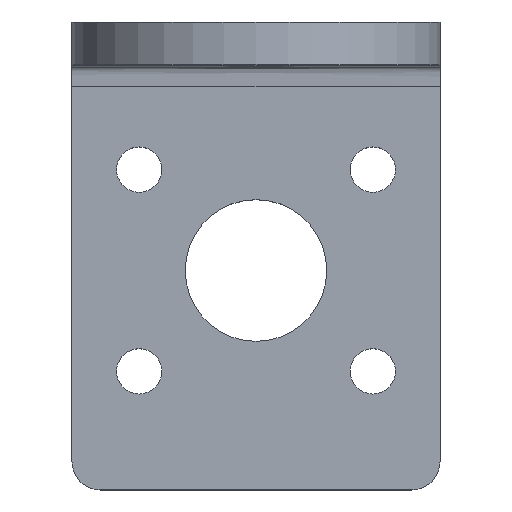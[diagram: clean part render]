
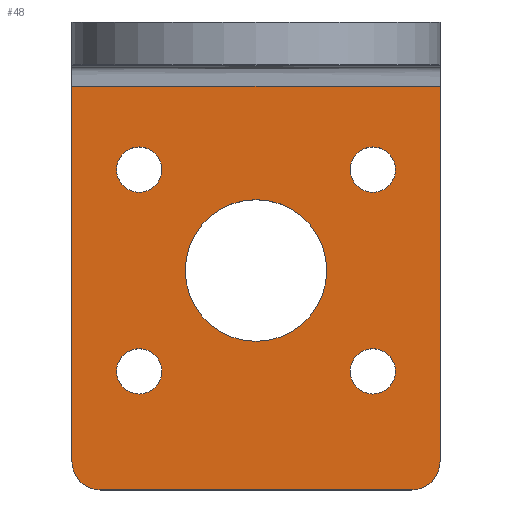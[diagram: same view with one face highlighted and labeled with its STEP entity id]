
A CAD part, top view. The second image highlights one B-rep face of the part: STEP entity #48.
In plain terms, the highlighted planar face has unit normal (0, 0, 1).
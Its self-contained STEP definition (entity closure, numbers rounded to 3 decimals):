
#48=ADVANCED_FACE('',(#228,#230,#232,#234,#236,#238),#240,.T.);
#228=FACE_BOUND('',#229,.T.);
#229=EDGE_LOOP('',(#552,#553,#554,#555,#556,#557));
#230=FACE_BOUND('',#231,.T.);
#231=EDGE_LOOP('',(#558));
#232=FACE_BOUND('',#233,.T.);
#233=EDGE_LOOP('',(#559));
#234=FACE_BOUND('',#235,.T.);
#235=EDGE_LOOP('',(#560));
#236=FACE_BOUND('',#237,.T.);
#237=EDGE_LOOP('',(#561));
#238=FACE_BOUND('',#239,.T.);
#239=EDGE_LOOP('',(#562));
#240=PLANE('',#241);
#241=AXIS2_PLACEMENT_3D('',#242,#243,#244);
#242=CARTESIAN_POINT('',(0.,0.,3.));
#243=DIRECTION('',(0.,0.,1.));
#244=DIRECTION('',(-1.,0.,0.));
#552=ORIENTED_EDGE('',*,*,#644,.F.);
#553=ORIENTED_EDGE('',*,*,#645,.T.);
#554=ORIENTED_EDGE('',*,*,#646,.F.);
#555=ORIENTED_EDGE('',*,*,#647,.T.);
#556=ORIENTED_EDGE('',*,*,#648,.F.);
#557=ORIENTED_EDGE('',*,*,#649,.T.);
#558=ORIENTED_EDGE('',*,*,#650,.T.);
#559=ORIENTED_EDGE('',*,*,#651,.T.);
#560=ORIENTED_EDGE('',*,*,#652,.T.);
#561=ORIENTED_EDGE('',*,*,#653,.T.);
#562=ORIENTED_EDGE('',*,*,#654,.T.);
#644=EDGE_CURVE('',#690,#691,#692,.F.);
#645=EDGE_CURVE('',#690,#693,#694,.T.);
#646=EDGE_CURVE('',#695,#693,#696,.F.);
#647=EDGE_CURVE('',#695,#697,#698,.T.);
#648=EDGE_CURVE('',#699,#697,#700,.F.);
#649=EDGE_CURVE('',#699,#691,#701,.T.);
#650=EDGE_CURVE('',#702,#702,#703,.T.);
#651=EDGE_CURVE('',#704,#704,#705,.T.);
#652=EDGE_CURVE('',#706,#706,#707,.T.);
#653=EDGE_CURVE('',#708,#708,#709,.T.);
#654=EDGE_CURVE('',#710,#710,#711,.T.);
#690=VERTEX_POINT('',#772);
#691=VERTEX_POINT('',#773);
#692=LINE('',#774,#775);
#693=VERTEX_POINT('',#777);
#694=LINE('',#778,#779);
#695=VERTEX_POINT('',#781);
#696=CIRCLE('',#782,2.);
#697=VERTEX_POINT('',#786);
#698=LINE('',#787,#788);
#699=VERTEX_POINT('',#790);
#700=CIRCLE('',#791,2.);
#701=LINE('',#795,#796);
#702=VERTEX_POINT('',#798);
#703=CIRCLE('',#799,1.6);
#704=VERTEX_POINT('',#803);
#705=CIRCLE('',#804,1.6);
#706=VERTEX_POINT('',#808);
#707=CIRCLE('',#809,1.6);
#708=VERTEX_POINT('',#813);
#709=CIRCLE('',#814,1.6);
#710=VERTEX_POINT('',#818);
#711=CIRCLE('',#819,5.);
#772=CARTESIAN_POINT('',(-13.,12.,3.));
#773=CARTESIAN_POINT('',(13.,12.,3.));
#774=CARTESIAN_POINT('',(13.,12.,3.));
#775=VECTOR('',#776,1.);
#776=DIRECTION('',(-1.,0.,0.));
#777=CARTESIAN_POINT('',(-13.,-14.5,3.));
#778=CARTESIAN_POINT('',(-13.,12.,3.));
#779=VECTOR('',#780,1.);
#780=DIRECTION('',(0.,-1.,0.));
#781=CARTESIAN_POINT('',(-11.,-16.5,3.));
#782=AXIS2_PLACEMENT_3D('',#783,#784,#785);
#783=CARTESIAN_POINT('',(-11.,-14.5,3.));
#784=DIRECTION('',(0.,0.,1.));
#785=DIRECTION('',(-1.,0.,0.));
#786=CARTESIAN_POINT('',(11.,-16.5,3.));
#787=CARTESIAN_POINT('',(-11.,-16.5,3.));
#788=VECTOR('',#789,1.);
#789=DIRECTION('',(1.,0.,0.));
#790=CARTESIAN_POINT('',(13.,-14.5,3.));
#791=AXIS2_PLACEMENT_3D('',#792,#793,#794);
#792=CARTESIAN_POINT('',(11.,-14.5,3.));
#793=DIRECTION('',(0.,0.,1.));
#794=DIRECTION('',(0.,-1.,0.));
#795=CARTESIAN_POINT('',(13.,-14.5,3.));
#796=VECTOR('',#797,1.);
#797=DIRECTION('',(0.,1.,0.));
#798=CARTESIAN_POINT('',(-8.25,-6.525,3.));
#799=AXIS2_PLACEMENT_3D('',#800,#801,#802);
#800=CARTESIAN_POINT('',(-8.25,-8.125,3.));
#801=DIRECTION('',(0.,0.,-1.));
#802=DIRECTION('',(0.,1.,0.));
#803=CARTESIAN_POINT('',(-8.25,7.725,3.));
#804=AXIS2_PLACEMENT_3D('',#805,#806,#807);
#805=CARTESIAN_POINT('',(-8.25,6.125,3.));
#806=DIRECTION('',(0.,0.,-1.));
#807=DIRECTION('',(0.,1.,0.));
#808=CARTESIAN_POINT('',(8.25,7.725,3.));
#809=AXIS2_PLACEMENT_3D('',#810,#811,#812);
#810=CARTESIAN_POINT('',(8.25,6.125,3.));
#811=DIRECTION('',(0.,0.,-1.));
#812=DIRECTION('',(0.,1.,0.));
#813=CARTESIAN_POINT('',(8.25,-6.525,3.));
#814=AXIS2_PLACEMENT_3D('',#815,#816,#817);
#815=CARTESIAN_POINT('',(8.25,-8.125,3.));
#816=DIRECTION('',(0.,0.,-1.));
#817=DIRECTION('',(0.,1.,0.));
#818=CARTESIAN_POINT('',(0.,4.,3.));
#819=AXIS2_PLACEMENT_3D('',#820,#821,#822);
#820=CARTESIAN_POINT('',(0.,-1.,3.));
#821=DIRECTION('',(0.,0.,-1.));
#822=DIRECTION('',(0.,1.,0.));
